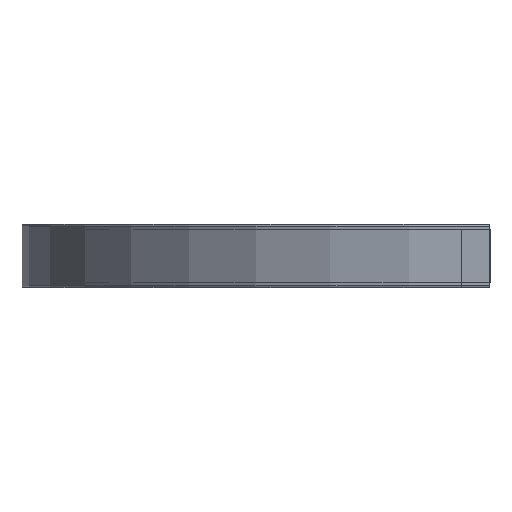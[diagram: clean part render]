
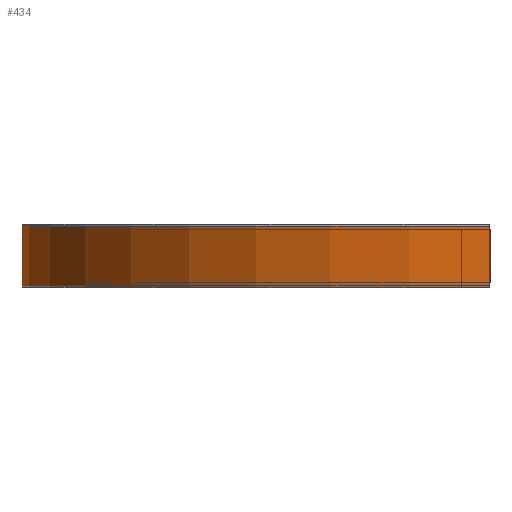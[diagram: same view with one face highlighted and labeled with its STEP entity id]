
A CAD part, left-side view. The second image highlights one B-rep face of the part: STEP entity #434.
In plain terms, the highlighted cylindrical face has radius 200 mm (diameter 400 mm), a partial arc.
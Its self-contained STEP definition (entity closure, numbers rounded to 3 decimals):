
#32=CYLINDRICAL_SURFACE('',#525,200.);
#43=LINE('',#724,#75);
#55=LINE('',#777,#87);
#75=VECTOR('',#574,10.);
#87=VECTOR('',#630,10.);
#128=FACE_OUTER_BOUND('',#156,.T.);
#156=EDGE_LOOP('',(#346,#347,#348,#349));
#187=CIRCLE('',#514,200.);
#193=CIRCLE('',#523,200.);
#207=VERTEX_POINT('',#721);
#208=VERTEX_POINT('',#723);
#221=VERTEX_POINT('',#753);
#225=VERTEX_POINT('',#767);
#248=EDGE_CURVE('',#207,#208,#43,.T.);
#264=EDGE_CURVE('',#221,#207,#187,.T.);
#271=EDGE_CURVE('',#208,#225,#193,.T.);
#275=EDGE_CURVE('',#225,#221,#55,.T.);
#346=ORIENTED_EDGE('',*,*,#264,.F.);
#347=ORIENTED_EDGE('',*,*,#275,.F.);
#348=ORIENTED_EDGE('',*,*,#271,.F.);
#349=ORIENTED_EDGE('',*,*,#248,.F.);
#434=ADVANCED_FACE('',(#128),#32,.T.);
#514=AXIS2_PLACEMENT_3D('',#755,#602,#603);
#523=AXIS2_PLACEMENT_3D('',#769,#621,#622);
#525=AXIS2_PLACEMENT_3D('',#776,#628,#629);
#574=DIRECTION('',(0.,0.,-1.));
#602=DIRECTION('center_axis',(0.,0.,1.));
#603=DIRECTION('ref_axis',(0.,1.,0.));
#621=DIRECTION('center_axis',(0.,0.,-1.));
#622=DIRECTION('ref_axis',(0.,1.,0.));
#628=DIRECTION('center_axis',(0.,0.,1.));
#629=DIRECTION('ref_axis',(-1.,0.,0.));
#630=DIRECTION('',(0.,0.,1.));
#721=CARTESIAN_POINT('',(-200.,0.,26.25));
#723=CARTESIAN_POINT('',(-200.,0.,0.75));
#724=CARTESIAN_POINT('',(-200.,0.,0.));
#753=CARTESIAN_POINT('',(200.,0.,26.25));
#755=CARTESIAN_POINT('Origin',(0.,0.,26.25));
#767=CARTESIAN_POINT('',(200.,0.,0.75));
#769=CARTESIAN_POINT('Origin',(0.,0.,0.75));
#776=CARTESIAN_POINT('Origin',(0.,0.,0.));
#777=CARTESIAN_POINT('',(200.,0.,0.));
